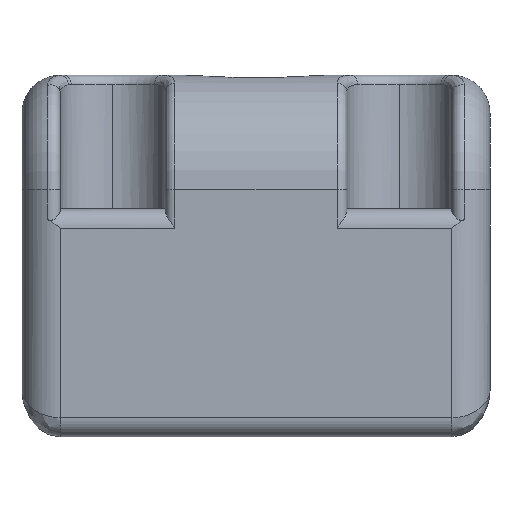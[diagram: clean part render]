
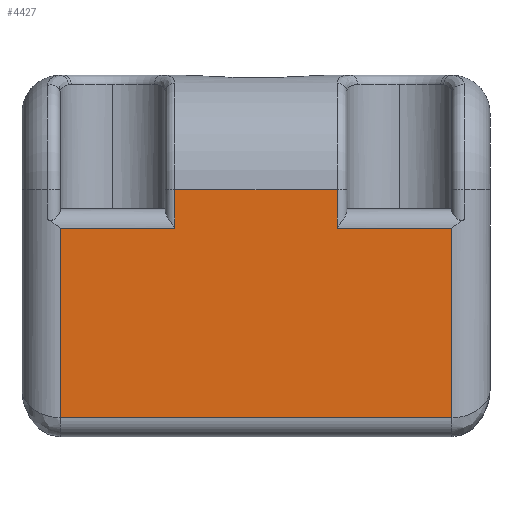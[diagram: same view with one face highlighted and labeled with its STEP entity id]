
A CAD part, front view. The second image highlights one B-rep face of the part: STEP entity #4427.
In plain terms, the highlighted planar face has unit normal (0, -1, 0).
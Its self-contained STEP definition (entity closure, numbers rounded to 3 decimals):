
#629=CARTESIAN_POINT('Vertex',(2.,-12.5,7.071)) ;
#632=CARTESIAN_POINT('Line Origine',(2.,-12.5,12.5)) ;
#636=CARTESIAN_POINT('Vertex',(2.,-12.5,17.)) ;
#872=CARTESIAN_POINT('Line Origine',(22.5,-12.5,12.5)) ;
#876=CARTESIAN_POINT('Vertex',(22.5,-12.5,17.)) ;
#878=CARTESIAN_POINT('Vertex',(22.5,-12.5,7.071)) ;
#2707=CARTESIAN_POINT('Line Origine',(12.274,-12.5,7.071)) ;
#3506=CARTESIAN_POINT('Vertex',(8.,-12.5,19.)) ;
#3509=CARTESIAN_POINT('Line Origine',(12.25,-12.5,19.)) ;
#3513=CARTESIAN_POINT('Vertex',(16.5,-12.5,19.)) ;
#4388=CARTESIAN_POINT('Axis2P3D Location',(0.,-12.5,0.)) ;
#4393=CARTESIAN_POINT('Line Origine',(19.5,-12.5,17.)) ;
#4397=CARTESIAN_POINT('Vertex',(16.5,-12.5,17.)) ;
#4400=CARTESIAN_POINT('Line Origine',(16.5,-12.5,18.)) ;
#4405=CARTESIAN_POINT('Line Origine',(8.,-12.5,18.)) ;
#4409=CARTESIAN_POINT('Vertex',(8.,-12.5,17.)) ;
#4412=CARTESIAN_POINT('Line Origine',(5.,-12.5,17.)) ;
#633=DIRECTION('Vector Direction',(0.,0.,1.)) ;
#873=DIRECTION('Vector Direction',(0.,0.,1.)) ;
#2708=DIRECTION('Vector Direction',(1.,0.,0.)) ;
#3510=DIRECTION('Vector Direction',(1.,0.,0.)) ;
#4389=DIRECTION('Axis2P3D Direction',(0.,1.,0.)) ;
#4390=DIRECTION('Axis2P3D XDirection',(0.,0.,1.)) ;
#4394=DIRECTION('Vector Direction',(-1.,0.,0.)) ;
#4401=DIRECTION('Vector Direction',(0.,0.,-1.)) ;
#4406=DIRECTION('Vector Direction',(0.,0.,-1.)) ;
#4413=DIRECTION('Vector Direction',(-1.,0.,0.)) ;
#4391=AXIS2_PLACEMENT_3D('Plane Axis2P3D',#4388,#4389,#4390) ;
#4418=ORIENTED_EDGE('',*,*,#4399,.T.) ;
#4419=ORIENTED_EDGE('',*,*,#4404,.F.) ;
#4420=ORIENTED_EDGE('',*,*,#3515,.F.) ;
#4421=ORIENTED_EDGE('',*,*,#4411,.T.) ;
#4422=ORIENTED_EDGE('',*,*,#4416,.T.) ;
#4423=ORIENTED_EDGE('',*,*,#638,.T.) ;
#4424=ORIENTED_EDGE('',*,*,#2711,.F.) ;
#4425=ORIENTED_EDGE('',*,*,#880,.F.) ;
#634=VECTOR('Line Direction',#633,1.) ;
#874=VECTOR('Line Direction',#873,1.) ;
#2709=VECTOR('Line Direction',#2708,1.) ;
#3511=VECTOR('Line Direction',#3510,1.) ;
#4395=VECTOR('Line Direction',#4394,1.) ;
#4402=VECTOR('Line Direction',#4401,1.) ;
#4407=VECTOR('Line Direction',#4406,1.) ;
#4414=VECTOR('Line Direction',#4413,1.) ;
#4427=ADVANCED_FACE('Corps principal',(#4426),#4392,.F.) ;
#638=EDGE_CURVE('',#637,#630,#635,.F.) ;
#880=EDGE_CURVE('',#877,#879,#875,.F.) ;
#2711=EDGE_CURVE('',#879,#630,#2710,.F.) ;
#3515=EDGE_CURVE('',#3507,#3514,#3512,.T.) ;
#4399=EDGE_CURVE('',#877,#4398,#4396,.T.) ;
#4404=EDGE_CURVE('',#3514,#4398,#4403,.T.) ;
#4411=EDGE_CURVE('',#3507,#4410,#4408,.T.) ;
#4416=EDGE_CURVE('',#4410,#637,#4415,.T.) ;
#4417=EDGE_LOOP('',(#4418,#4419,#4420,#4421,#4422,#4423,#4424,#4425)) ;
#4426=FACE_OUTER_BOUND('',#4417,.T.) ;
#635=LINE('Line',#632,#634) ;
#875=LINE('Line',#872,#874) ;
#2710=LINE('Line',#2707,#2709) ;
#3512=LINE('Line',#3509,#3511) ;
#4396=LINE('Line',#4393,#4395) ;
#4403=LINE('Line',#4400,#4402) ;
#4408=LINE('Line',#4405,#4407) ;
#4415=LINE('Line',#4412,#4414) ;
#4392=PLANE('',#4391) ;
#630=VERTEX_POINT('',#629) ;
#637=VERTEX_POINT('',#636) ;
#877=VERTEX_POINT('',#876) ;
#879=VERTEX_POINT('',#878) ;
#3507=VERTEX_POINT('',#3506) ;
#3514=VERTEX_POINT('',#3513) ;
#4398=VERTEX_POINT('',#4397) ;
#4410=VERTEX_POINT('',#4409) ;
